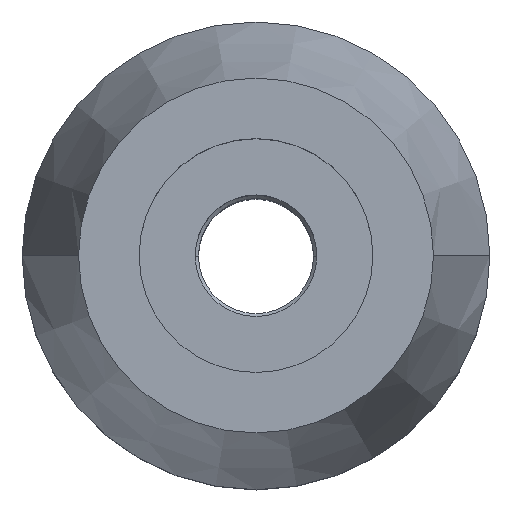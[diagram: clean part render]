
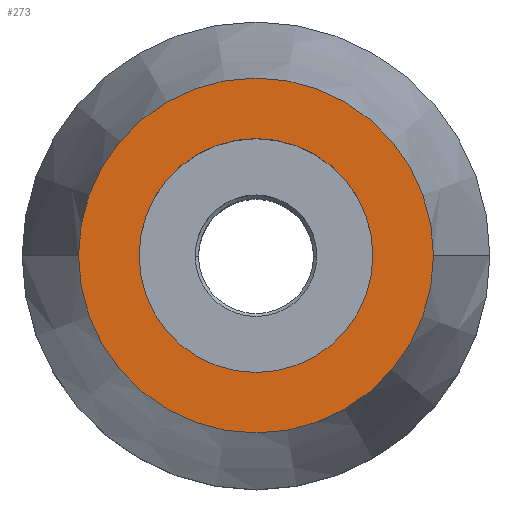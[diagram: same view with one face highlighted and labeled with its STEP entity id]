
A CAD part, top view. The second image highlights one B-rep face of the part: STEP entity #273.
In plain terms, the highlighted planar face has unit normal (0, 0, 1).
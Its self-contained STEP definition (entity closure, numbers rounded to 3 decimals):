
#123=VERTEX_POINT('',#336);
#143=VERTEX_POINT('',#359);
#147=EDGE_CURVE('',#143,#213,#363,.T.);
#151=VERTEX_POINT('',#368);
#179=EDGE_CURVE('',#123,#151,#401,.T.);
#187=EDGE_CURVE('',#151,#123,#410,.T.);
#213=VERTEX_POINT('',#444);
#273=ADVANCED_FACE('',(#507,#508),#509,.T.);
#309=EDGE_CURVE('',#213,#143,#548,.T.);
#336=CARTESIAN_POINT('',(5.0,0.0,15.0));
#359=CARTESIAN_POINT('',(7.588,0.,15.0));
#363=CIRCLE('',#602,7.588);
#368=CARTESIAN_POINT('',(-5.0,0.,15.0));
#401=CIRCLE('',#650,5.0);
#410=CIRCLE('',#661,5.0);
#444=CARTESIAN_POINT('',(-7.588,0.,15.0));
#507=FACE_BOUND('',#788,.T.);
#508=FACE_OUTER_BOUND('',#789,.T.);
#509=PLANE('',#790);
#548=CIRCLE('',#840,7.588);
#602=AXIS2_PLACEMENT_3D('',#896,#897,#898);
#650=AXIS2_PLACEMENT_3D('',#951,#952,#953);
#661=AXIS2_PLACEMENT_3D('',#965,#966,#967);
#788=EDGE_LOOP('',(#1086,#1087));
#789=EDGE_LOOP('',(#1088,#1089));
#790=AXIS2_PLACEMENT_3D('',#1090,#1091,#1092);
#840=AXIS2_PLACEMENT_3D('',#1127,#1128,#1129);
#896=CARTESIAN_POINT('',(0.,0.,15.0));
#897=DIRECTION('',(0.,0.,1.0));
#898=DIRECTION('',(-1.0,0.,-0.0));
#951=CARTESIAN_POINT('',(0.0,0.0,15.0));
#952=DIRECTION('',(0.,0.,-1.0));
#953=DIRECTION('',(1.0,0.,0.));
#965=CARTESIAN_POINT('',(0.0,0.0,15.0));
#966=DIRECTION('',(0.,0.,-1.0));
#967=DIRECTION('',(1.0,0.,0.));
#1086=ORIENTED_EDGE('',*,*,#179,.T.);
#1087=ORIENTED_EDGE('',*,*,#187,.T.);
#1088=ORIENTED_EDGE('',*,*,#309,.T.);
#1089=ORIENTED_EDGE('',*,*,#147,.T.);
#1090=CARTESIAN_POINT('',(-3.794,0.,15.0));
#1091=DIRECTION('',(0.,0.,1.0));
#1092=DIRECTION('',(-1.0,0.,0.));
#1127=CARTESIAN_POINT('',(0.,0.,15.0));
#1128=DIRECTION('',(0.,0.,1.0));
#1129=DIRECTION('',(-1.0,0.,-0.0));
